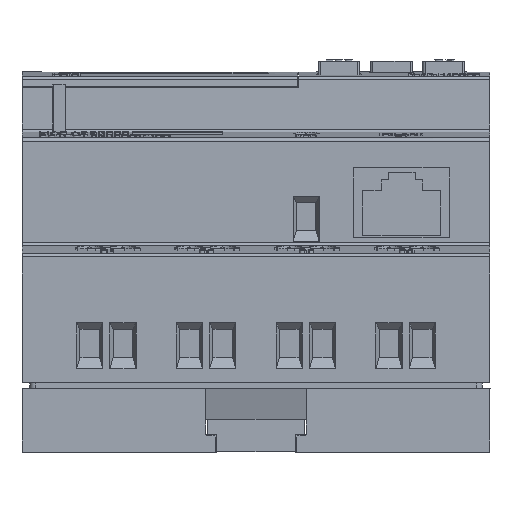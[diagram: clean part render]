
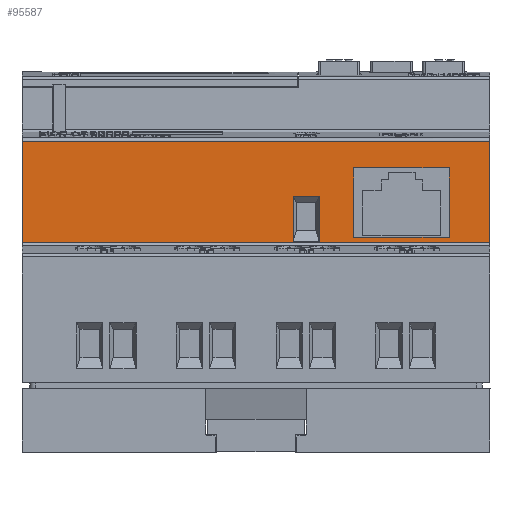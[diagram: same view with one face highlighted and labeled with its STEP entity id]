
A CAD part, front view. The second image highlights one B-rep face of the part: STEP entity #95587.
In plain terms, the highlighted face is planar.
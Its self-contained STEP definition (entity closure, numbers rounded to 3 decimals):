
#345 = VERTEX_POINT ( 'NONE', #33276 ) ;
#657 = LINE ( 'NONE', #100778, #101558 ) ;
#1937 = CARTESIAN_POINT ( 'NONE',  ( -35.75, 27.81, 34. ) ) ;
#4537 = VECTOR ( 'NONE', #106533, 1000. ) ;
#6135 = DIRECTION ( 'NONE',  ( -1., 0., 0. ) ) ;
#6402 = DIRECTION ( 'NONE',  ( 0., 0., 1. ) ) ;
#6443 = CARTESIAN_POINT ( 'NONE',  ( -35.75, 34.1, 34. ) ) ;
#6698 = ORIENTED_EDGE ( 'NONE', *, *, #72657, .T. ) ;
#8029 = ORIENTED_EDGE ( 'NONE', *, *, #84364, .T. ) ;
#9092 = PLANE ( 'NONE',  #65288 ) ;
#9965 = CARTESIAN_POINT ( 'NONE',  ( 9.66, 27.1, 34. ) ) ;
#10143 = CARTESIAN_POINT ( 'NONE',  ( -35.75, 42.495, 34. ) ) ;
#11164 = CARTESIAN_POINT ( 'NONE',  ( 5.66, 27.1, 34. ) ) ;
#13397 = LINE ( 'NONE', #1937, #14706 ) ;
#14706 = VECTOR ( 'NONE', #102048, 1000. ) ;
#16384 = FACE_OUTER_BOUND ( 'NONE', #69763, .T. ) ;
#17540 = CARTESIAN_POINT ( 'NONE',  ( -35.75, 27.1, 34. ) ) ;
#17804 = CARTESIAN_POINT ( 'NONE',  ( -35.75, 42.495, 34. ) ) ;
#17844 = LINE ( 'NONE', #6443, #4537 ) ;
#19364 = CARTESIAN_POINT ( 'NONE',  ( 5.66, 34.1, 34. ) ) ;
#20037 = VERTEX_POINT ( 'NONE', #101786 ) ;
#21560 = VERTEX_POINT ( 'NONE', #101302 ) ;
#23021 = EDGE_CURVE ( 'NONE', #32020, #82237, #657, .T. ) ;
#24114 = ORIENTED_EDGE ( 'NONE', *, *, #23021, .T. ) ;
#25900 = DIRECTION ( 'NONE',  ( -1., 0., 0. ) ) ;
#27416 = VECTOR ( 'NONE', #65337, 1000. ) ;
#27425 = VECTOR ( 'NONE', #30780, 1000. ) ;
#28991 = LINE ( 'NONE', #17540, #46769 ) ;
#30780 = DIRECTION ( 'NONE',  ( 1., 0., 0. ) ) ;
#30983 = EDGE_LOOP ( 'NONE', ( #108390, #95468, #8029, #48060 ) ) ;
#32020 = VERTEX_POINT ( 'NONE', #11164 ) ;
#32124 = EDGE_CURVE ( 'NONE', #57416, #83674, #48735, .T. ) ;
#33276 = CARTESIAN_POINT ( 'NONE',  ( 29.51, 27.81, 34. ) ) ;
#35467 = VECTOR ( 'NONE', #85307, 1000. ) ;
#37335 = DIRECTION ( 'NONE',  ( 0., -1., 0. ) ) ;
#37341 = CARTESIAN_POINT ( 'NONE',  ( -35.75, 42.495, 34. ) ) ;
#38698 = ORIENTED_EDGE ( 'NONE', *, *, #48755, .T. ) ;
#40918 = CARTESIAN_POINT ( 'NONE',  ( 14.91, 27.81, 34. ) ) ;
#41065 = VECTOR ( 'NONE', #37335, 1000. ) ;
#41282 = EDGE_CURVE ( 'NONE', #62467, #20037, #70807, .T. ) ;
#42170 = CARTESIAN_POINT ( 'NONE',  ( -35.75, 27.05, 34. ) ) ;
#43092 = EDGE_LOOP ( 'NONE', ( #89370, #104429, #66120, #24114 ) ) ;
#45723 = VECTOR ( 'NONE', #47985, 1000. ) ;
#46769 = VECTOR ( 'NONE', #6135, 1000. ) ;
#47431 = EDGE_CURVE ( 'NONE', #82237, #51991, #17844, .T. ) ;
#47985 = DIRECTION ( 'NONE',  ( 1., 0., 0. ) ) ;
#48060 = ORIENTED_EDGE ( 'NONE', *, *, #41282, .T. ) ;
#48728 = CARTESIAN_POINT ( 'NONE',  ( 29.51, 42.495, 34. ) ) ;
#48735 = LINE ( 'NONE', #37341, #109276 ) ;
#48755 = EDGE_CURVE ( 'NONE', #97671, #21560, #53557, .T. ) ;
#51991 = VERTEX_POINT ( 'NONE', #63690 ) ;
#52543 = VERTEX_POINT ( 'NONE', #9965 ) ;
#53557 = LINE ( 'NONE', #42170, #27425 ) ;
#56652 = FACE_BOUND ( 'NONE', #43092, .T. ) ;
#57416 = VERTEX_POINT ( 'NONE', #107909 ) ;
#57881 = DIRECTION ( 'NONE',  ( 0., -1., 0. ) ) ;
#59399 = CARTESIAN_POINT ( 'NONE',  ( -35.75, 38.41, 34. ) ) ;
#59530 = FACE_BOUND ( 'NONE', #30983, .T. ) ;
#59869 = CARTESIAN_POINT ( 'NONE',  ( 14.91, 38.41, 34. ) ) ;
#60067 = ORIENTED_EDGE ( 'NONE', *, *, #32124, .T. ) ;
#60142 = LINE ( 'NONE', #48728, #41065 ) ;
#62467 = VERTEX_POINT ( 'NONE', #59869 ) ;
#63690 = CARTESIAN_POINT ( 'NONE',  ( 9.66, 34.1, 34. ) ) ;
#64070 = EDGE_CURVE ( 'NONE', #21560, #57416, #108119, .T. ) ;
#65288 = AXIS2_PLACEMENT_3D ( 'NONE', #17804, #6402, #106489 ) ;
#65337 = DIRECTION ( 'NONE',  ( 0., -1., 0. ) ) ;
#65836 = DIRECTION ( 'NONE',  ( 0., 1., 0. ) ) ;
#66120 = ORIENTED_EDGE ( 'NONE', *, *, #81658, .T. ) ;
#66394 = VECTOR ( 'NONE', #65836, 1000. ) ;
#69264 = CARTESIAN_POINT ( 'NONE',  ( -35.75, 24.822, 34. ) ) ;
#69763 = EDGE_LOOP ( 'NONE', ( #6698, #38698, #91485, #60067 ) ) ;
#70807 = LINE ( 'NONE', #59399, #45723 ) ;
#71149 = CARTESIAN_POINT ( 'NONE',  ( -35.75, 27.05, 34. ) ) ;
#72657 = EDGE_CURVE ( 'NONE', #83674, #97671, #80735, .T. ) ;
#74268 = EDGE_CURVE ( 'NONE', #51991, #52543, #88210, .T. ) ;
#76471 = VERTEX_POINT ( 'NONE', #40918 ) ;
#76769 = CARTESIAN_POINT ( 'NONE',  ( 9.66, 42.495, 34. ) ) ;
#77273 = CARTESIAN_POINT ( 'NONE',  ( 14.91, 42.495, 34. ) ) ;
#80735 = LINE ( 'NONE', #69264, #109441 ) ;
#81658 = EDGE_CURVE ( 'NONE', #52543, #32020, #28991, .T. ) ;
#82237 = VERTEX_POINT ( 'NONE', #19364 ) ;
#83674 = VERTEX_POINT ( 'NONE', #10143 ) ;
#84364 = EDGE_CURVE ( 'NONE', #76471, #62467, #88713, .T. ) ;
#85307 = DIRECTION ( 'NONE',  ( 0., 1., 0. ) ) ;
#85386 = EDGE_CURVE ( 'NONE', #345, #76471, #13397, .T. ) ;
#88210 = LINE ( 'NONE', #76769, #27416 ) ;
#88713 = LINE ( 'NONE', #77273, #66394 ) ;
#89364 = DIRECTION ( 'NONE',  ( 0., 1., 0. ) ) ;
#89370 = ORIENTED_EDGE ( 'NONE', *, *, #47431, .T. ) ;
#89673 = EDGE_CURVE ( 'NONE', #20037, #345, #60142, .T. ) ;
#91485 = ORIENTED_EDGE ( 'NONE', *, *, #64070, .T. ) ;
#95468 = ORIENTED_EDGE ( 'NONE', *, *, #85386, .T. ) ;
#95587 = ADVANCED_FACE ( 'NONE', ( #16384, #56652, #59530 ), #9092, .T. ) ;
#96726 = CARTESIAN_POINT ( 'NONE',  ( 35.75, 42.495, 34. ) ) ;
#97671 = VERTEX_POINT ( 'NONE', #71149 ) ;
#100778 = CARTESIAN_POINT ( 'NONE',  ( 5.66, 42.495, 34. ) ) ;
#101302 = CARTESIAN_POINT ( 'NONE',  ( 35.75, 27.05, 34. ) ) ;
#101558 = VECTOR ( 'NONE', #89364, 1000. ) ;
#101786 = CARTESIAN_POINT ( 'NONE',  ( 29.51, 38.41, 34. ) ) ;
#102048 = DIRECTION ( 'NONE',  ( -1., 0., 0. ) ) ;
#104429 = ORIENTED_EDGE ( 'NONE', *, *, #74268, .T. ) ;
#106489 = DIRECTION ( 'NONE',  ( 0., -1., 0. ) ) ;
#106533 = DIRECTION ( 'NONE',  ( 1., 0., 0. ) ) ;
#107909 = CARTESIAN_POINT ( 'NONE',  ( 35.75, 42.495, 34. ) ) ;
#108119 = LINE ( 'NONE', #96726, #35467 ) ;
#108390 = ORIENTED_EDGE ( 'NONE', *, *, #89673, .T. ) ;
#109276 = VECTOR ( 'NONE', #25900, 1000. ) ;
#109441 = VECTOR ( 'NONE', #57881, 1000. ) ;
